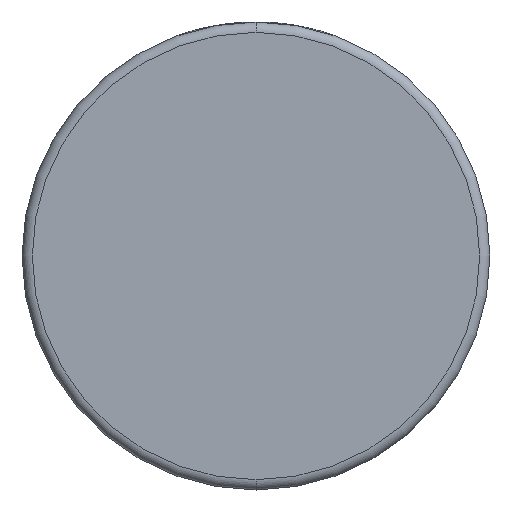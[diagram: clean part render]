
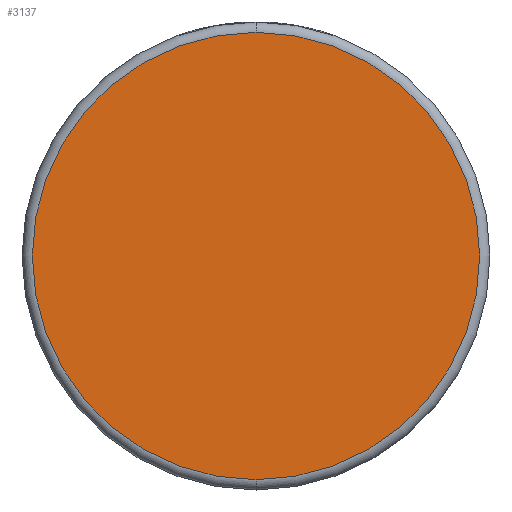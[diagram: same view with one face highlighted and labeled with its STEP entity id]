
A CAD part, front view. The second image highlights one B-rep face of the part: STEP entity #3137.
In plain terms, the highlighted planar face has unit normal (0, -1, 0).
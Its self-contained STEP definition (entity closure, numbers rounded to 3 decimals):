
#121 = CARTESIAN_POINT ( 'NONE',  ( 0., 0., -43.5 ) ) ;
#323 = CARTESIAN_POINT ( 'NONE',  ( 0., 0., 0. ) ) ;
#407 = DIRECTION ( 'NONE',  ( 0., 0., 1. ) ) ;
#562 = CARTESIAN_POINT ( 'NONE',  ( 0., 0., 0. ) ) ;
#709 = CARTESIAN_POINT ( 'NONE',  ( 0., 0., 43.5 ) ) ;
#784 = AXIS2_PLACEMENT_3D ( 'NONE', #562, #2810, #3149 ) ;
#974 = DIRECTION ( 'NONE',  ( 0., -1., 0. ) ) ;
#1016 = VERTEX_POINT ( 'NONE', #121 ) ;
#1075 = FACE_OUTER_BOUND ( 'NONE', #2269, .T. ) ;
#1369 = DIRECTION ( 'NONE',  ( 0., -1., 0. ) ) ;
#1506 = EDGE_CURVE ( 'NONE', #2939, #1016, #1995, .T. ) ;
#1552 = AXIS2_PLACEMENT_3D ( 'NONE', #323, #974, #3198 ) ;
#1995 = CIRCLE ( 'NONE', #1552, 43.5 ) ;
#2008 = ORIENTED_EDGE ( 'NONE', *, *, #1506, .T. ) ;
#2269 = EDGE_LOOP ( 'NONE', ( #2008, #3154 ) ) ;
#2509 = EDGE_CURVE ( 'NONE', #1016, #2939, #3219, .T. ) ;
#2810 = DIRECTION ( 'NONE',  ( 0., 1., 0. ) ) ;
#2939 = VERTEX_POINT ( 'NONE', #709 ) ;
#3033 = AXIS2_PLACEMENT_3D ( 'NONE', #3653, #1369, #407 ) ;
#3137 = ADVANCED_FACE ( 'NONE', ( #1075 ), #3802, .F. ) ;
#3149 = DIRECTION ( 'NONE',  ( 0., 0., 1. ) ) ;
#3154 = ORIENTED_EDGE ( 'NONE', *, *, #2509, .T. ) ;
#3198 = DIRECTION ( 'NONE',  ( 0., 0., 1. ) ) ;
#3219 = CIRCLE ( 'NONE', #3033, 43.5 ) ;
#3653 = CARTESIAN_POINT ( 'NONE',  ( 0., 0., 0. ) ) ;
#3802 = PLANE ( 'NONE',  #784 ) ;
